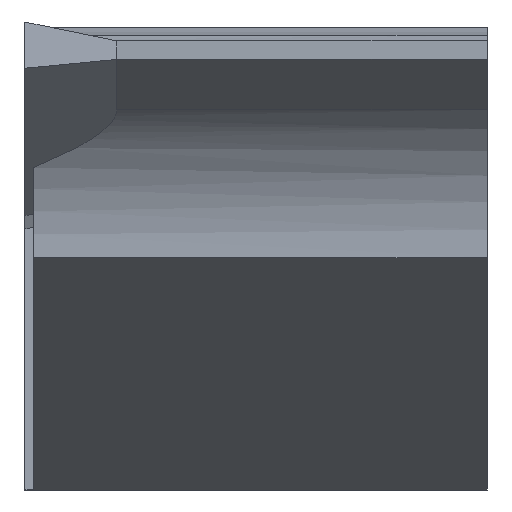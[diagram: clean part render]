
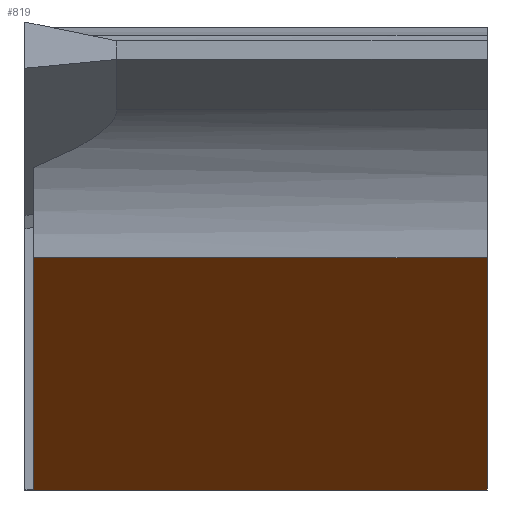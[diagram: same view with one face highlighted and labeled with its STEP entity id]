
A CAD part, left-side view. The second image highlights one B-rep face of the part: STEP entity #819.
In plain terms, the highlighted planar face has unit normal (-0.616, 0, -0.788).
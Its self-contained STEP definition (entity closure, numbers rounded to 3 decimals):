
#4 = EDGE_CURVE ( 'NONE', #643, #80, #869, .T. ) ;
#8 = DIRECTION ( 'NONE',  ( -0.788, 0., 0.616 ) ) ;
#41 = ORIENTED_EDGE ( 'NONE', *, *, #369, .F. ) ;
#43 = EDGE_CURVE ( 'NONE', #534, #80, #411, .T. ) ;
#48 = FACE_OUTER_BOUND ( 'NONE', #645, .T. ) ;
#73 = CARTESIAN_POINT ( 'NONE',  ( 4.541, -0.3, -7.957 ) ) ;
#80 = VERTEX_POINT ( 'NONE', #367 ) ;
#86 = VECTOR ( 'NONE', #8, 1000. ) ;
#133 = CARTESIAN_POINT ( 'NONE',  ( 14.835, -16., -16. ) ) ;
#164 = PLANE ( 'NONE',  #679 ) ;
#196 = VERTEX_POINT ( 'NONE', #444 ) ;
#207 = ORIENTED_EDGE ( 'NONE', *, *, #43, .T. ) ;
#226 = LINE ( 'NONE', #416, #632 ) ;
#227 = DIRECTION ( 'NONE',  ( 0., -1., 0. ) ) ;
#288 = VECTOR ( 'NONE', #421, 1000. ) ;
#291 = EDGE_CURVE ( 'NONE', #196, #534, #226, .T. ) ;
#367 = CARTESIAN_POINT ( 'NONE',  ( 4.541, -16., -7.957 ) ) ;
#369 = EDGE_CURVE ( 'NONE', #196, #643, #461, .T. ) ;
#372 = CARTESIAN_POINT ( 'NONE',  ( 4.541, -0.3, -7.957 ) ) ;
#411 = LINE ( 'NONE', #661, #288 ) ;
#416 = CARTESIAN_POINT ( 'NONE',  ( 14.835, -16., -16. ) ) ;
#421 = DIRECTION ( 'NONE',  ( -0.788, 0., 0.616 ) ) ;
#444 = CARTESIAN_POINT ( 'NONE',  ( 14.835, -0.3, -16. ) ) ;
#461 = LINE ( 'NONE', #73, #86 ) ;
#534 = VERTEX_POINT ( 'NONE', #133 ) ;
#544 = DIRECTION ( 'NONE',  ( 0.788, 0., -0.616 ) ) ;
#584 = CARTESIAN_POINT ( 'NONE',  ( 4.541, 158.789, -7.957 ) ) ;
#606 = ORIENTED_EDGE ( 'NONE', *, *, #291, .T. ) ;
#632 = VECTOR ( 'NONE', #227, 1000. ) ;
#640 = DIRECTION ( 'NONE',  ( 0., -1., 0. ) ) ;
#643 = VERTEX_POINT ( 'NONE', #372 ) ;
#645 = EDGE_LOOP ( 'NONE', ( #41, #606, #207, #834 ) ) ;
#661 = CARTESIAN_POINT ( 'NONE',  ( -2.53, -16., -2.433 ) ) ;
#679 = AXIS2_PLACEMENT_3D ( 'NONE', #695, #753, #544 ) ;
#695 = CARTESIAN_POINT ( 'NONE',  ( 4.541, 158.789, -7.957 ) ) ;
#753 = DIRECTION ( 'NONE',  ( 0.616, 0., 0.788 ) ) ;
#778 = VECTOR ( 'NONE', #640, 1000. ) ;
#819 = ADVANCED_FACE ( 'NONE', ( #48 ), #164, .F. ) ;
#834 = ORIENTED_EDGE ( 'NONE', *, *, #4, .F. ) ;
#869 = LINE ( 'NONE', #584, #778 ) ;
